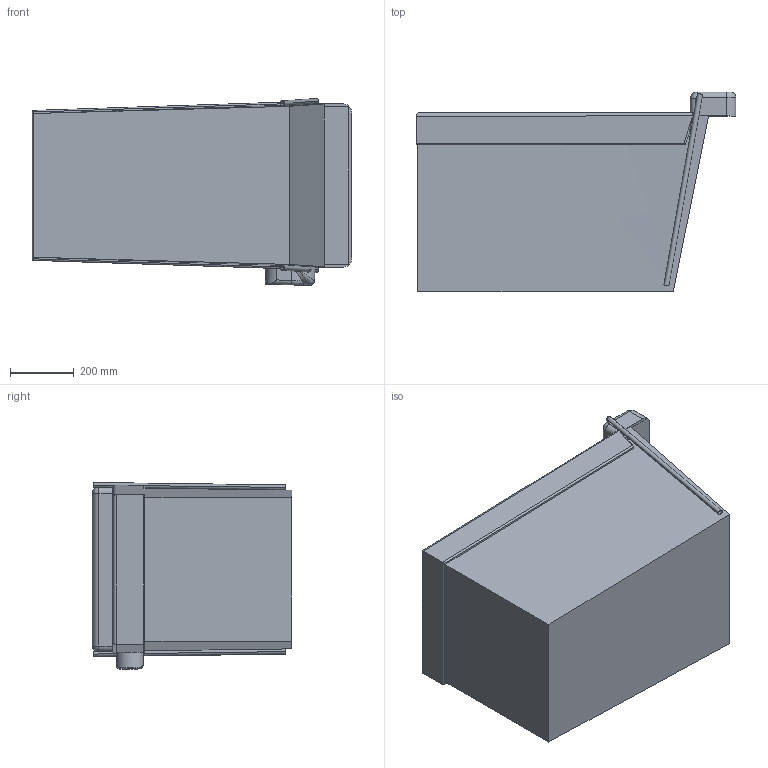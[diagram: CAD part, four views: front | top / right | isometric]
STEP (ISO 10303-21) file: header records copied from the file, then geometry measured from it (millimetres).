
FILE_DESCRIPTION (( 'STEP AP214' ), '1' );
FILE_NAME ('hack display.STEP', '2021-03-26T14:58:18', ( '' ), ( '' ), 'SwSTEP 2.0', 'SolidWorks 2020', '' );
FILE_SCHEMA (( 'AUTOMOTIVE_DESIGN' ));
Length unit declared in the file: millimetre
Products named in the file (1): hack display
Bounding box: 1001.29 x 625 x 585.43 mm (x, y, z)
Volume: 30313249.5 mm3; surface area: 5346254.4 mm2
Topology: 1 solids, 2 shells, 206 faces, 529 edges, 331 vertices
Faces by surface type: plane 126, cylinder 56, bspline 16, torus 7, sphere 1
Entity records: 8911 total; most frequent: CARTESIAN_POINT 2715, ORIENTED_EDGE 1054, DIRECTION 836, EDGE_CURVE 527, VERTEX_POINT 331, VECTOR 318, LINE 318, AXIS2_PLACEMENT_3D 259
